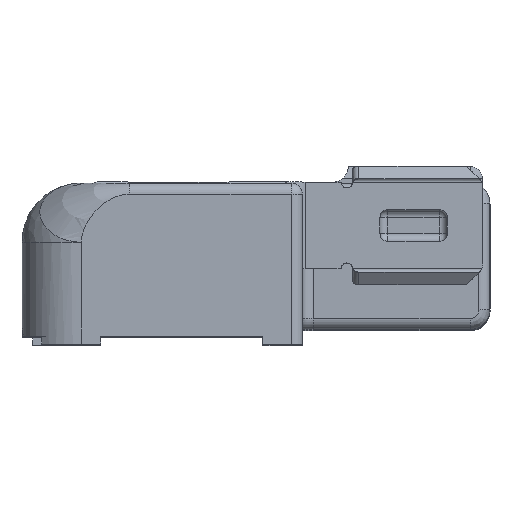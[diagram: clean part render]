
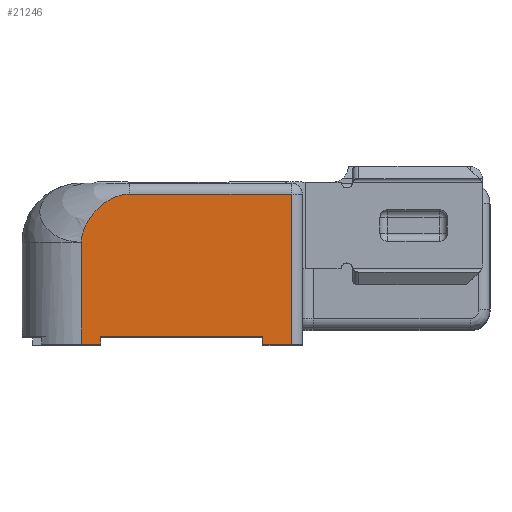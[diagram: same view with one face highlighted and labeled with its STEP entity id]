
A CAD part, top view. The second image highlights one B-rep face of the part: STEP entity #21246.
In plain terms, the highlighted planar face has unit normal (0, 0, 1).
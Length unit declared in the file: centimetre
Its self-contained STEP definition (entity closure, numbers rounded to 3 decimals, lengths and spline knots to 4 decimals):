
#297=B_SPLINE_CURVE_WITH_KNOTS('',3,(#33546,#33547,#33548,#33549),
 .UNSPECIFIED.,.F.,.F.,(4,4),(0.,1.),.UNSPECIFIED.);
#2476=FACE_OUTER_BOUND('',#3629,.T.);
#3629=EDGE_LOOP('',(#18579,#18580,#18581,#18582,#18583,#18584,#18585,#18586,
#18587));
#5680=LINE('',#36620,#7758);
#5783=LINE('',#37000,#7861);
#5784=LINE('',#37002,#7862);
#5785=LINE('',#37004,#7863);
#5786=LINE('',#37006,#7864);
#5787=LINE('',#37008,#7865);
#5788=LINE('',#37009,#7866);
#5789=LINE('',#37010,#7867);
#7758=VECTOR('',#28247,0.41);
#7861=VECTOR('',#28526,0.05);
#7862=VECTOR('',#28527,0.02);
#7863=VECTOR('',#28528,0.41);
#7864=VECTOR('',#28529,0.02);
#7865=VECTOR('',#28530,0.072);
#7866=VECTOR('',#28531,0.38);
#7867=VECTOR('',#28532,0.258);
#9202=VERTEX_POINT('',#33522);
#9203=VERTEX_POINT('',#33545);
#9899=VERTEX_POINT('',#36619);
#9987=VERTEX_POINT('',#36998);
#9988=VERTEX_POINT('',#36999);
#9989=VERTEX_POINT('',#37001);
#9990=VERTEX_POINT('',#37003);
#9991=VERTEX_POINT('',#37005);
#9992=VERTEX_POINT('',#37007);
#11714=EDGE_CURVE('',#9202,#9203,#297,.T.);
#12816=EDGE_CURVE('',#9899,#9203,#5680,.T.);
#12960=EDGE_CURVE('',#9987,#9988,#5783,.T.);
#12961=EDGE_CURVE('',#9987,#9989,#5784,.T.);
#12962=EDGE_CURVE('',#9989,#9990,#5785,.T.);
#12963=EDGE_CURVE('',#9990,#9991,#5786,.T.);
#12964=EDGE_CURVE('',#9991,#9992,#5787,.T.);
#12965=EDGE_CURVE('',#9992,#9899,#5788,.T.);
#12966=EDGE_CURVE('',#9202,#9988,#5789,.T.);
#18579=ORIENTED_EDGE('',*,*,#12960,.F.);
#18580=ORIENTED_EDGE('',*,*,#12961,.T.);
#18581=ORIENTED_EDGE('',*,*,#12962,.T.);
#18582=ORIENTED_EDGE('',*,*,#12963,.T.);
#18583=ORIENTED_EDGE('',*,*,#12964,.T.);
#18584=ORIENTED_EDGE('',*,*,#12965,.T.);
#18585=ORIENTED_EDGE('',*,*,#12816,.T.);
#18586=ORIENTED_EDGE('',*,*,#11714,.F.);
#18587=ORIENTED_EDGE('',*,*,#12966,.T.);
#20218=PLANE('',#23133);
#21246=ADVANCED_FACE('',(#2476),#20218,.T.);
#23133=AXIS2_PLACEMENT_3D('',#36997,#28524,#28525);
#28247=DIRECTION('',(-1.,0.,0.));
#28524=DIRECTION('center_axis',(0.,0.,1.));
#28525=DIRECTION('ref_axis',(1.,0.,0.));
#28526=DIRECTION('',(-1.,0.,0.));
#28527=DIRECTION('',(0.,1.,0.));
#28528=DIRECTION('',(1.,0.,0.));
#28529=DIRECTION('',(0.,-1.,0.));
#28530=DIRECTION('',(1.,0.,0.));
#28531=DIRECTION('',(0.,1.,0.));
#28532=DIRECTION('',(0.,-1.,0.));
#33522=CARTESIAN_POINT('',(-0.6161,-0.0427,1.1946));
#33545=CARTESIAN_POINT('',(-0.4941,0.0793,1.1946));
#33546=CARTESIAN_POINT('Ctrl Pts',(-0.6161,-0.0427,
1.1946));
#33547=CARTESIAN_POINT('Ctrl Pts',(-0.6142,0.0153,
1.1946));
#33548=CARTESIAN_POINT('Ctrl Pts',(-0.5518,0.0793,
1.1946));
#33549=CARTESIAN_POINT('Ctrl Pts',(-0.4941,0.0793,
1.1946));
#36619=CARTESIAN_POINT('',(-0.0841,0.0793,1.1946));
#36620=CARTESIAN_POINT('',(-0.2891,0.0793,1.1946));
#36997=CARTESIAN_POINT('Origin',(-0.6268,-0.3083,
1.1946));
#36998=CARTESIAN_POINT('',(-0.5661,-0.3007,1.1946));
#36999=CARTESIAN_POINT('',(-0.6161,-0.3007,1.1946));
#37000=CARTESIAN_POINT('',(-0.641,-0.3007,1.1946));
#37001=CARTESIAN_POINT('',(-0.5661,-0.2807,1.1946));
#37002=CARTESIAN_POINT('',(-0.5661,-0.1107,1.1946));
#37003=CARTESIAN_POINT('',(-0.1561,-0.2807,1.1946));
#37004=CARTESIAN_POINT('',(-0.3501,-0.2807,1.1946));
#37005=CARTESIAN_POINT('',(-0.1561,-0.3007,1.1946));
#37006=CARTESIAN_POINT('',(-0.1561,-0.1107,1.1946));
#37007=CARTESIAN_POINT('',(-0.0841,-0.3007,1.1946));
#37008=CARTESIAN_POINT('',(-0.3501,-0.3007,1.1946));
#37009=CARTESIAN_POINT('',(-0.0841,-0.1107,1.1946));
#37010=CARTESIAN_POINT('',(-0.6161,-0.1107,1.1946));
